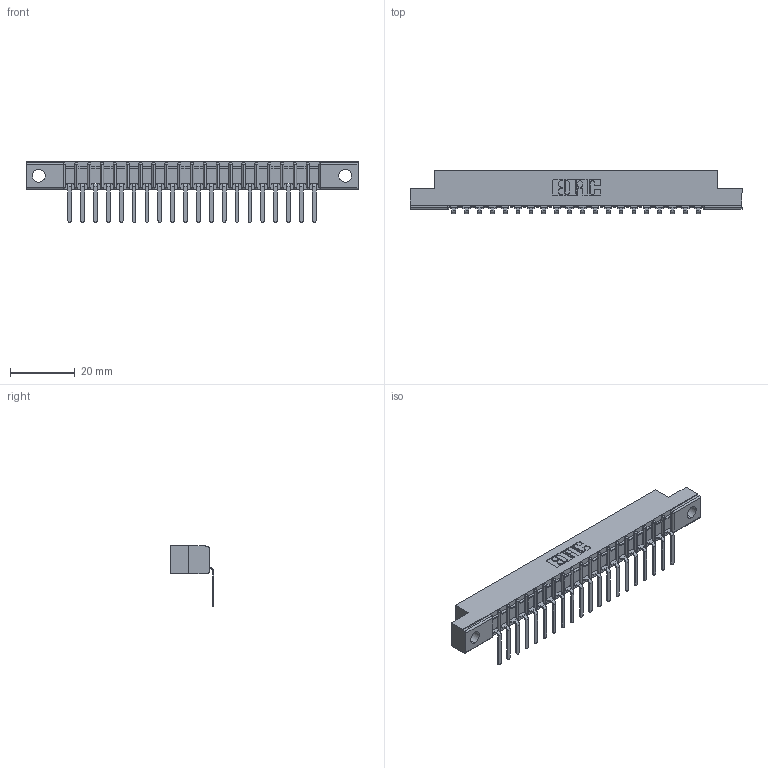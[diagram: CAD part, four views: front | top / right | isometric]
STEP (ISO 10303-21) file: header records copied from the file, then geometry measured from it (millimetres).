
FILE_DESCRIPTION (( 'STEP AP203' ), '1' );
FILE_NAME ('307-020-457-104.STEP', '2020-09-27T03:13:43', ( '' ), ( '' ), 'SwSTEP 2.0', 'SolidWorks 2020', '' );
FILE_SCHEMA (( 'CONFIG_CONTROL_DESIGN' ));
Length unit declared in the file: inch
Products named in the file (3): 307-020-457-104; 307-290-002_557; 307 Part_.156 Dia Mounting Holes
Assembly tree (21 placements, depth 2):
  307-020-457-104
    307 Part_.156 Dia Mounting Holes
    307-290-002_557  x20
Bounding box: 102.26 x 13.32 x 18.67 mm (x, y, z)
Volume: 6698 mm3; surface area: 12291.9 mm2
Topology: 21 solids, 21 shells, 1713 faces, 5239 edges, 3434 vertices
Faces by surface type: plane 1024, cylinder 647, sphere 42
Entity records: 21130 total; most frequent: CARTESIAN_POINT 3566, ORIENTED_EDGE 3554, DIRECTION 3467, EDGE_CURVE 1777, VECTOR 1357, LINE 1357, VERTEX_POINT 1154, AXIS2_PLACEMENT_3D 1055
